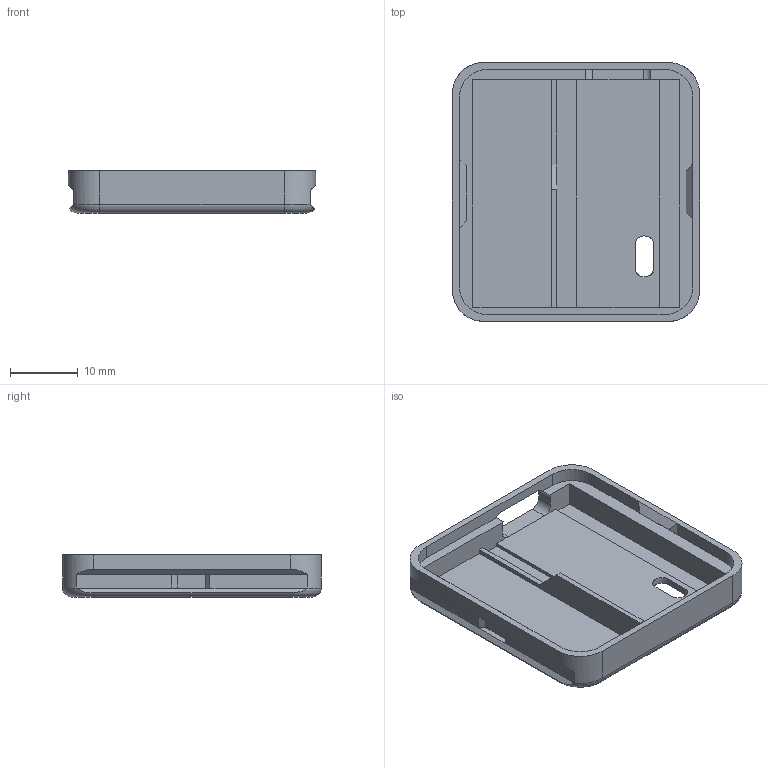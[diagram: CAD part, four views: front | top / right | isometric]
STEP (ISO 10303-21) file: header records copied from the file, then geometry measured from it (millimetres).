
FILE_DESCRIPTION(('HOOPS Exchange Step'),'2;1');
FILE_NAME('Body v4.1.stp','2025-03-30T17:01:17+10:00',('matty'),('Unknown organisation'),'HOOPS Exchange 2023.2','HOOPS Exchange','Unknown authorisation');
FILE_SCHEMA( ('AP203_CONFIGURATION_CONTROLLED_3D_DESIGN_OF_MECHANICAL_PARTS_AND_ASSEMBLIES_MIM_LF') );
Length unit declared in the file: millimetre
Products named in the file (1): Solid 84
Bounding box: 36.4 x 38.11 x 6.19 mm (x, y, z)
Volume: 2449.4 mm3; surface area: 4469.2 mm2
Topology: 1 solids, 1 shells, 85 faces, 272 edges, 188 vertices
Faces by surface type: plane 63, cylinder 16, torus 4, bspline 2
Entity records: 3430 total; most frequent: CARTESIAN_POINT 1002, ORIENTED_EDGE 544, DIRECTION 459, EDGE_CURVE 272, VECTOR 193, LINE 193, VERTEX_POINT 188, AXIS2_PLACEMENT_3D 133
